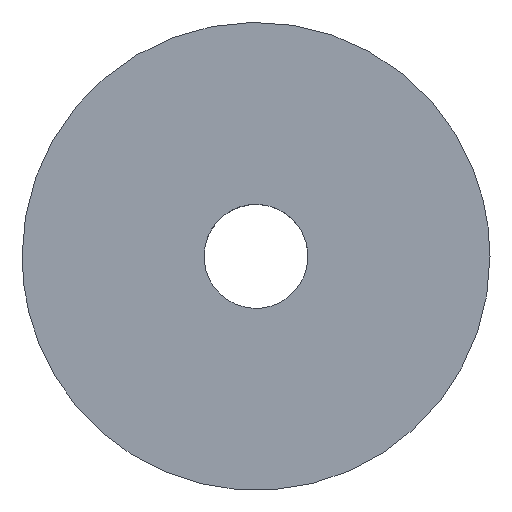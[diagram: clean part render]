
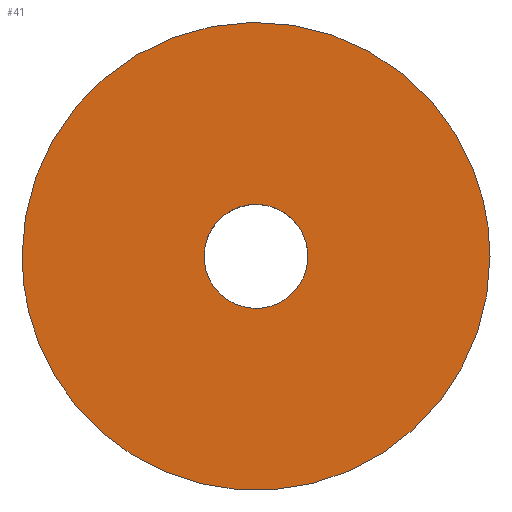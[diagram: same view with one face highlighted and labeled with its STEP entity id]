
A CAD part, top view. The second image highlights one B-rep face of the part: STEP entity #41.
In plain terms, the highlighted planar face has unit normal (0, 0, 1).
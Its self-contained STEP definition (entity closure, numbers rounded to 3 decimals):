
#41=ADVANCED_FACE('',(#63,#64),#62,.T.);
#62=PLANE('',#173);
#63=FACE_OUTER_BOUND('',#174,.T.);
#64=FACE_BOUND('',#175,.T.);
#170=CARTESIAN_POINT('',(-5.4,-5.672,5.));
#171=DIRECTION('',(0.,0.,1.));
#172=DIRECTION('',(1.,0.,0.));
#173=AXIS2_PLACEMENT_3D('',#170,#171,#172);
#174=EDGE_LOOP('',(#280,#281,#282,#283,#284));
#175=EDGE_LOOP('',(#285,#286));
#280=ORIENTED_EDGE('',*,*,#334,.F.);
#281=ORIENTED_EDGE('',*,*,#335,.F.);
#282=ORIENTED_EDGE('',*,*,#336,.F.);
#283=ORIENTED_EDGE('',*,*,#337,.F.);
#284=ORIENTED_EDGE('',*,*,#338,.F.);
#285=ORIENTED_EDGE('',*,*,#339,.T.);
#286=ORIENTED_EDGE('',*,*,#340,.T.);
#334=EDGE_CURVE('',#385,#386,#387,.T.);
#335=EDGE_CURVE('',#393,#385,#394,.T.);
#336=EDGE_CURVE('',#400,#393,#401,.T.);
#337=EDGE_CURVE('',#407,#400,#408,.T.);
#338=EDGE_CURVE('',#386,#407,#414,.T.);
#339=EDGE_CURVE('',#420,#421,#422,.T.);
#340=EDGE_CURVE('',#421,#420,#428,.T.);
#385=VERTEX_POINT('',#558);
#386=VERTEX_POINT('',#559);
#387=CIRCLE('',#563,4.5);
#393=VERTEX_POINT('',#564);
#394=CIRCLE('',#568,4.5);
#400=VERTEX_POINT('',#569);
#401=CIRCLE('',#573,4.5);
#407=VERTEX_POINT('',#574);
#408=CIRCLE('',#578,4.5);
#414=CIRCLE('',#582,4.5);
#420=VERTEX_POINT('',#583);
#421=VERTEX_POINT('',#584);
#422=CIRCLE('',#588,1.);
#428=CIRCLE('',#592,1.);
#558=CARTESIAN_POINT('',(-4.184,-1.656,5.));
#559=CARTESIAN_POINT('',(-4.5,0.,5.));
#560=CARTESIAN_POINT('',(0.,0.,5.));
#561=DIRECTION('',(0.,0.,-1.));
#562=DIRECTION('',(0.93,0.368,0.));
#563=AXIS2_PLACEMENT_3D('',#560,#561,#562);
#564=CARTESIAN_POINT('',(0.353,-4.486,5.));
#565=CARTESIAN_POINT('',(0.,0.,5.));
#566=DIRECTION('',(0.,0.,-1.));
#567=DIRECTION('',(-0.078,0.997,0.));
#568=AXIS2_PLACEMENT_3D('',#565,#566,#567);
#569=CARTESIAN_POINT('',(4.5,0.,5.));
#570=CARTESIAN_POINT('',(0.,0.,5.));
#571=DIRECTION('',(0.,0.,-1.));
#572=DIRECTION('',(-1.,0.,0.));
#573=AXIS2_PLACEMENT_3D('',#570,#571,#572);
#574=CARTESIAN_POINT('',(4.184,1.656,5.));
#575=CARTESIAN_POINT('',(0.,0.,5.));
#576=DIRECTION('',(0.,0.,-1.));
#577=DIRECTION('',(-0.93,-0.368,0.));
#578=AXIS2_PLACEMENT_3D('',#575,#576,#577);
#579=CARTESIAN_POINT('',(0.,0.,5.));
#580=DIRECTION('',(0.,0.,-1.));
#581=DIRECTION('',(-0.93,-0.368,0.));
#582=AXIS2_PLACEMENT_3D('',#579,#580,#581);
#583=CARTESIAN_POINT('',(0.118,-0.993,5.));
#584=CARTESIAN_POINT('',(-0.118,0.993,5.));
#585=CARTESIAN_POINT('',(0.,0.,5.));
#586=DIRECTION('',(0.,0.,-1.));
#587=DIRECTION('',(0.118,-0.993,0.));
#588=AXIS2_PLACEMENT_3D('',#585,#586,#587);
#589=CARTESIAN_POINT('',(0.,0.,5.));
#590=DIRECTION('',(0.,0.,-1.));
#591=DIRECTION('',(0.118,-0.993,0.));
#592=AXIS2_PLACEMENT_3D('',#589,#590,#591);
